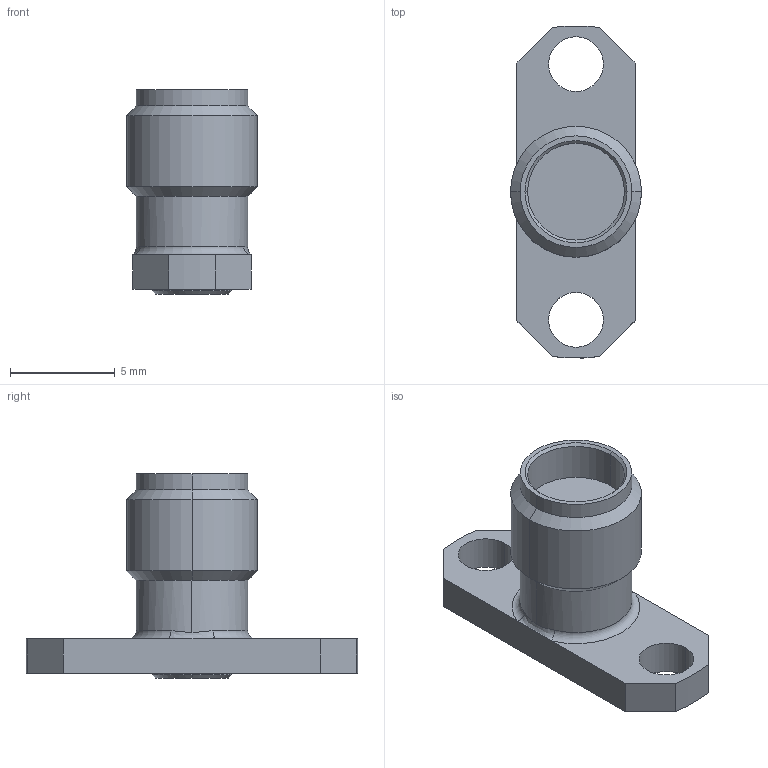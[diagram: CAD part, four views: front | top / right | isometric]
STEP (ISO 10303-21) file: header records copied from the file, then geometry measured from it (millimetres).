
FILE_DESCRIPTION (( 'STEP AP203' ), '1' );
FILE_NAME ('SF1552-6002.STEP', '2015-04-23T12:56:53', ( 'image' ), ( '' ), 'SwSTEP 2.0', 'SolidWorks 2014', '' );
FILE_SCHEMA (( 'CONFIG_CONTROL_DESIGN' ));
Length unit declared in the file: inch
Products named in the file (1): SF1552-6002
Bounding box: 6.26 x 15.86 x 9.75 mm (x, y, z)
Surface area: 426.4 mm2 (no closed solid volume)
Topology: 0 solids, 2 shells, 40 faces, 92 edges, 56 vertices
Faces by surface type: cylinder 16, plane 12, cone 8, bspline 2, torus 2
Entity records: 1276 total; most frequent: CARTESIAN_POINT 267, DIRECTION 208, ORIENTED_EDGE 182, EDGE_CURVE 92, AXIS2_PLACEMENT_3D 81, VERTEX_POINT 56, LINE 46, VECTOR 46
